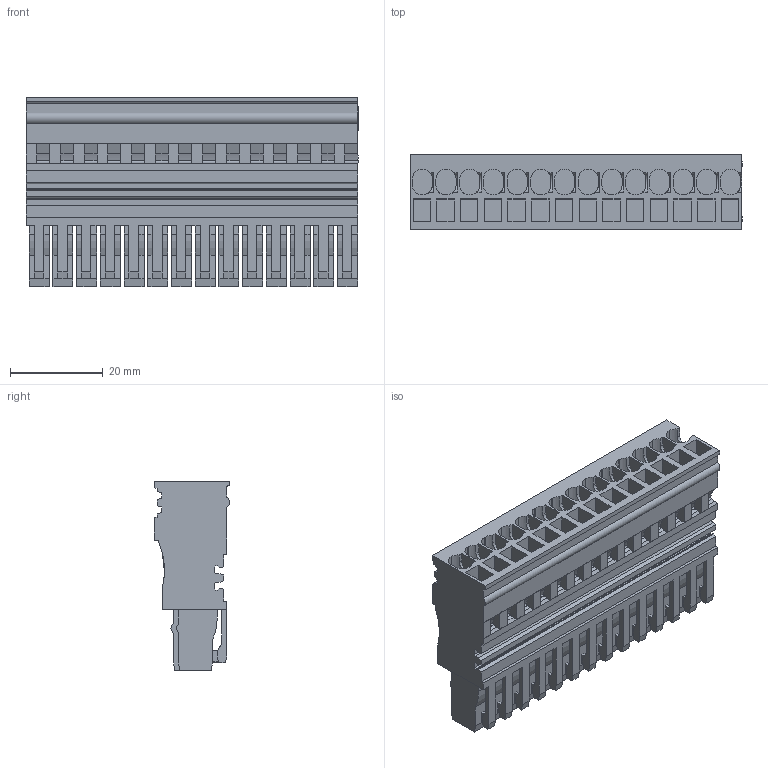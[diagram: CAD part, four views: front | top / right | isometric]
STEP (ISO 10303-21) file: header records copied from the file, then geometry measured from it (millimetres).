
FILE_DESCRIPTION(('CATIA V5R24 STEP','CAx-IF Rec.Pracs.--- Model Styling and Organization---1.2---2011-12-15'),'2;1');
FILE_NAME ('346452_1', '2017-02-02T13:28:26+00:00', ('Weidmueller Interface'), ('Weidmueller'), 'CATIA Version 5-6 Release 2014 SP4 HF52', 'CATIA V5 STEP AP214', 'none');
FILE_SCHEMA(('AUTOMOTIVE_DESIGN { 1 0 10303 214 1 1 1 1 }'));
Length unit declared in the file: millimetre
Products named in the file (1): v5-standard_part
Bounding box: 71.4 x 16.15 x 40.75 mm (x, y, z)
Volume: 25381.9 mm3; surface area: 21899.6 mm2
Topology: 1 solids, 1 shells, 1387 faces, 4024 edges, 2694 vertices
Faces by surface type: plane 1158, cylinder 229
Entity records: 41745 total; most frequent: ORIENTED_EDGE 8048, CARTESIAN_POINT 7710, DIRECTION 5444, EDGE_CURVE 4024, VECTOR 3451, LINE 3451, VERTEX_POINT 2694, EDGE_LOOP 1470
